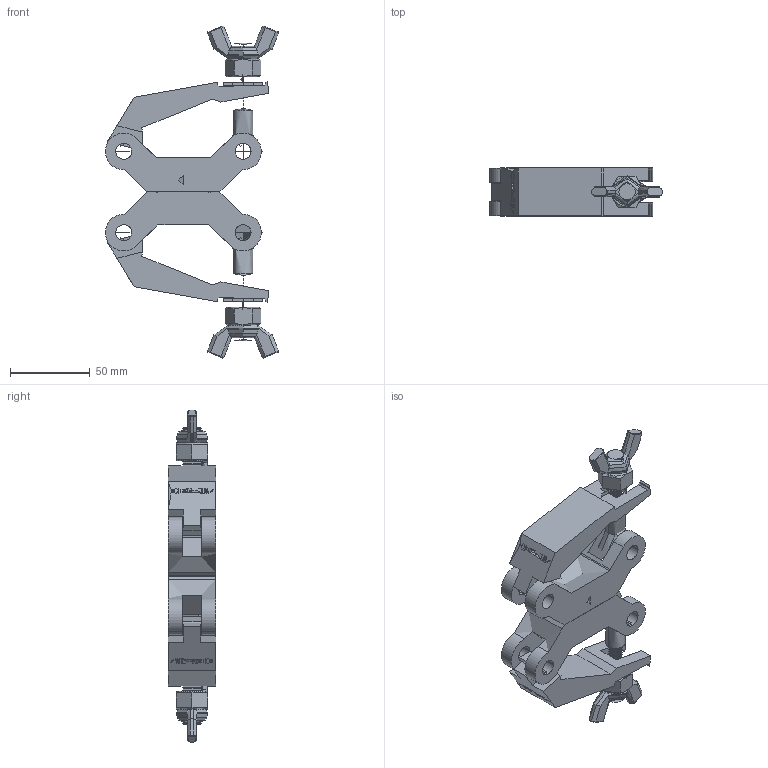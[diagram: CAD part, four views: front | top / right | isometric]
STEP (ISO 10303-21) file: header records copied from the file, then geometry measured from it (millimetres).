
FILE_DESCRIPTION(/* description */ (''),/* implementation_level */ '2;1');
FILE_NAME(/* name */ 'RIB55C~1',/* time_stamp */ '2021-11-03T09:49:06+08:00',/* author */ (''),/* organization */ (''),/* preprocessor_version */ 'ST-DEVELOPER v16.5',/* originating_system */ '',/* authorisation */ '');
FILE_SCHEMA (('AUTOMOTIVE_DESIGN'));
Length unit declared in the file: millimetre
Products named in the file (1): Document
Bounding box: 108.74 x 30.02 x 208.5 mm (x, y, z)
Volume: 92328.7 mm3; surface area: 78960 mm2
Topology: 17 solids, 31 shells, 900 faces, 2195 edges, 1341 vertices
Faces by surface type: bspline 608, plane 292
Entity records: 35208 total; most frequent: CARTESIAN_POINT 22255, ORIENTED_EDGE 4244, EDGE_CURVE 2157, VERTEX_POINT 1328, B_SPLINE_CURVE_WITH_KNOTS 1285, EDGE_LOOP 954, ADVANCED_FACE 880, FACE_OUTER_BOUND 880
